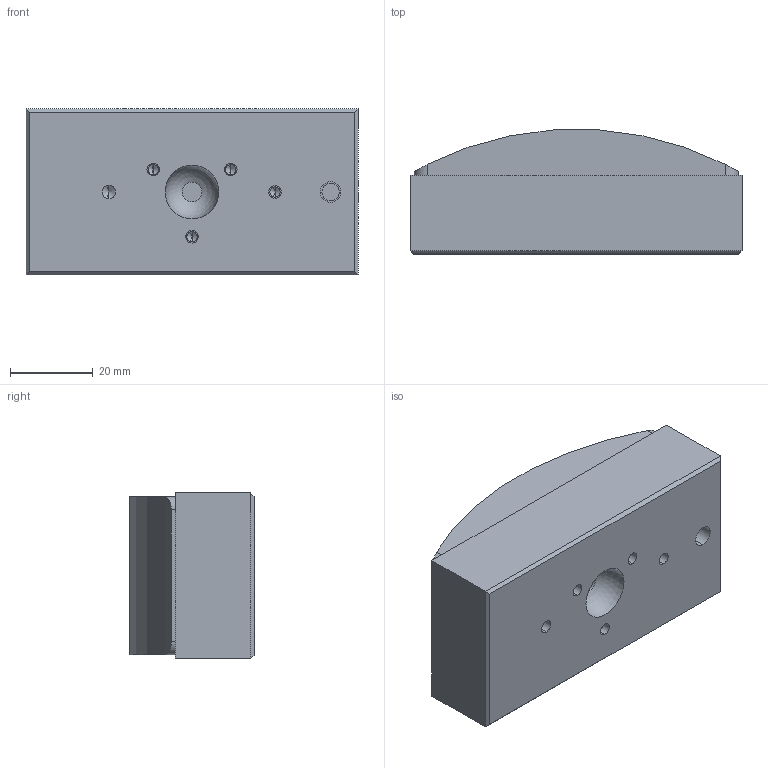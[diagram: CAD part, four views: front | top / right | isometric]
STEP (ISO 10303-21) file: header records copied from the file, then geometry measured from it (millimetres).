
FILE_DESCRIPTION (( 'STEP AP214' ), '1' );
FILE_NAME ('S3340L_FINISHED.STEP', '2023-01-17T15:55:51', ( '' ), ( '' ), 'SwSTEP 2.0', 'SolidWorks 2020', '' );
FILE_SCHEMA (( 'AUTOMOTIVE_DESIGN' ));
Length unit declared in the file: inch
Products named in the file (1): S3340L_FINISHED
Bounding box: 80.01 x 29.89 x 40.01 mm (x, y, z)
Volume: 78686.5 mm3; surface area: 22520.9 mm2
Topology: 2 solids, 2 shells, 112 faces, 279 edges, 172 vertices
Faces by surface type: plane 50, cylinder 49, cone 12, sphere 1
Entity records: 3379 total; most frequent: CARTESIAN_POINT 675, DIRECTION 568, ORIENTED_EDGE 532, EDGE_CURVE 266, AXIS2_PLACEMENT_3D 203, VERTEX_POINT 172, LINE 162, VECTOR 162
